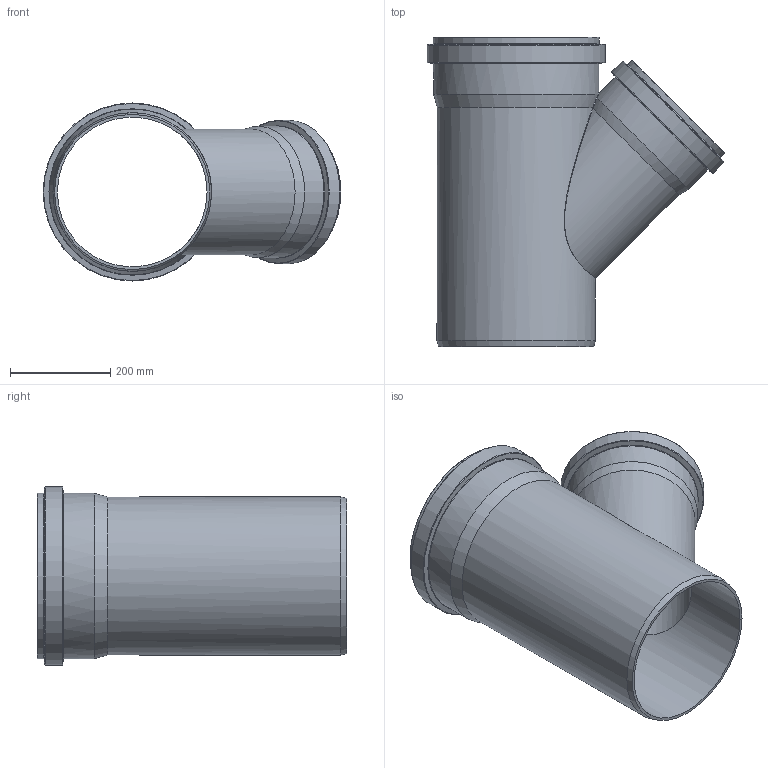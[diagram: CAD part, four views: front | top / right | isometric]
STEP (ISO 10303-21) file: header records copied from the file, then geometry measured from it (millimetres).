
FILE_DESCRIPTION(/* description */ (''),/* implementation_level */ '2;1');
FILE_NAME(/* name */ '225310 KGEA Abzweig DN_OD 315_250_45°.stp',/* time_stamp */ '2017-04-29T10:32:41+02:00',/* author */ ('user1'),/* organization */ (''),/* preprocessor_version */ 'ST-DEVELOPER v16.1',/* originating_system */ 'Autodesk Inventor 2016',/* authorisation */ '');
FILE_SCHEMA (('AUTOMOTIVE_DESIGN { 1 0 10303 214 3 1 1 }'));
Length unit declared in the file: millimetre
Products named in the file (1): 225310 KGEA Abzweig DN_OD 315_250_45°
Bounding box: 593 x 616 x 354.7 mm (x, y, z)
Volume: 6073065.6 mm3; surface area: 1594804.1 mm2
Topology: 1 solids, 1 shells, 64 faces, 146 edges, 85 vertices
Faces by surface type: torus 20, cylinder 18, cone 13, bspline 8, plane 5
Full cylindrical faces by diameter (mm): 236.3 x1, 250.8 x1, 251.1 x2, 261.8 x1, 262.1 x1, 274.5 x1, 285.5 x1, 298.2 x1, 315.6 x1, 316 x1, 316.3 x2, 329.8 x1, 330.1 x1, 340.9 x1, 354.7 x1
Entity records: 2472 total; most frequent: CARTESIAN_POINT 1296, DIRECTION 224, ORIENTED_EDGE 184, EDGE_LOOP 118, AXIS2_PLACEMENT_3D 112, EDGE_CURVE 92, VERTEX_POINT 80, FACE_OUTER_BOUND 64
